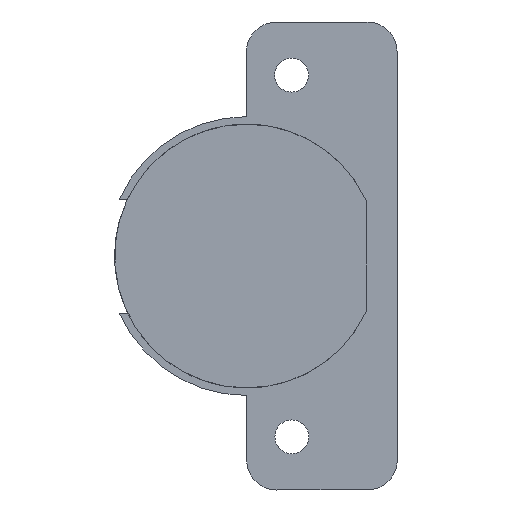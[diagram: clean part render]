
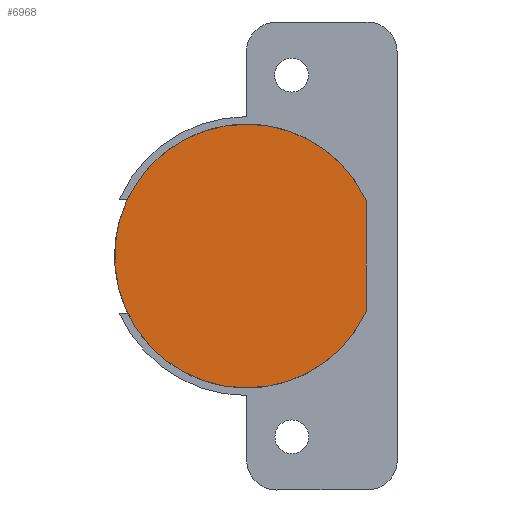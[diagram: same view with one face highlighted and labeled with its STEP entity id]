
A CAD part, front view. The second image highlights one B-rep face of the part: STEP entity #6968.
In plain terms, the highlighted planar face has unit normal (0, -1, 0).
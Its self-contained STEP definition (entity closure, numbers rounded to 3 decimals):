
#2398=DIRECTION('',(0.001,0.,-1.));
#2399=VECTOR('',#2398,14.642);
#2400=CARTESIAN_POINT('',(25.207,-11.904,7.33));
#2401=LINE('',#2400,#2399);
#2405=CARTESIAN_POINT('',(9.316,-11.901,
0.));
#2406=DIRECTION('',(0.,1.,0.));
#2407=DIRECTION('',(0.909,0.,-0.418));
#2408=AXIS2_PLACEMENT_3D('',#2405,#2406,#2407);
#2413=CARTESIAN_POINT('',(9.316,-11.901,
0.));
#2414=DIRECTION('',(0.,1.,0.));
#2415=DIRECTION('',(0.001,0.,-1.));
#2416=AXIS2_PLACEMENT_3D('',#2413,#2414,#2415);
#2421=CARTESIAN_POINT('',(9.316,-11.901,
0.));
#2422=DIRECTION('',(0.,1.,0.));
#2423=DIRECTION('',(-0.909,0.,0.418));
#2424=AXIS2_PLACEMENT_3D('',#2421,#2422,#2423);
#2429=CARTESIAN_POINT('',(9.316,-11.901,
0.));
#2430=DIRECTION('',(0.,1.,0.));
#2431=DIRECTION('',(-0.001,0.,1.));
#2432=AXIS2_PLACEMENT_3D('',#2429,#2430,#2431);
#5295=CARTESIAN_POINT('',(25.207,-11.904,7.33));
#5297=VERTEX_POINT('',#5295);
#5298=CARTESIAN_POINT('',(25.215,-11.904,
-7.312));
#5299=CARTESIAN_POINT('',(9.326,-11.901,
-17.5));
#5300=VERTEX_POINT('',#5298);
#5301=VERTEX_POINT('',#5299);
#5302=CARTESIAN_POINT('',(-6.583,-11.899,
7.312));
#5303=VERTEX_POINT('',#5302);
#5304=CARTESIAN_POINT('',(9.306,-11.901,17.5));
#5305=VERTEX_POINT('',#5304);
#6956=CARTESIAN_POINT('',(9.316,-11.901,
0.));
#6957=DIRECTION('',(0.,-1.,0.));
#6958=DIRECTION('',(-1.,0.,-0.001));
#6959=AXIS2_PLACEMENT_3D('',#6956,#6957,#6958);
#6960=PLANE('',#6959);
#6961=ORIENTED_EDGE('',*,*,#6948,.T.);
#6962=ORIENTED_EDGE('',*,*,#6880,.T.);
#6963=ORIENTED_EDGE('',*,*,#6878,.T.);
#6964=ORIENTED_EDGE('',*,*,#6876,.T.);
#6965=ORIENTED_EDGE('',*,*,#6874,.T.);
#6966=EDGE_LOOP('',(#6961,#6962,#6963,#6964,#6965));
#6967=FACE_OUTER_BOUND('',#6966,.F.);
#2409=CIRCLE('',#2408,17.5);
#2417=CIRCLE('',#2416,17.5);
#2425=CIRCLE('',#2424,17.5);
#2433=CIRCLE('',#2432,17.5);
#6874=EDGE_CURVE('',#5305,#5297,#2433,.T.);
#6876=EDGE_CURVE('',#5303,#5305,#2425,.T.);
#6878=EDGE_CURVE('',#5301,#5303,#2417,.T.);
#6880=EDGE_CURVE('',#5300,#5301,#2409,.T.);
#6948=EDGE_CURVE('',#5297,#5300,#2401,.T.);
#6968=ADVANCED_FACE('',(#6967),#6960,.T.);
